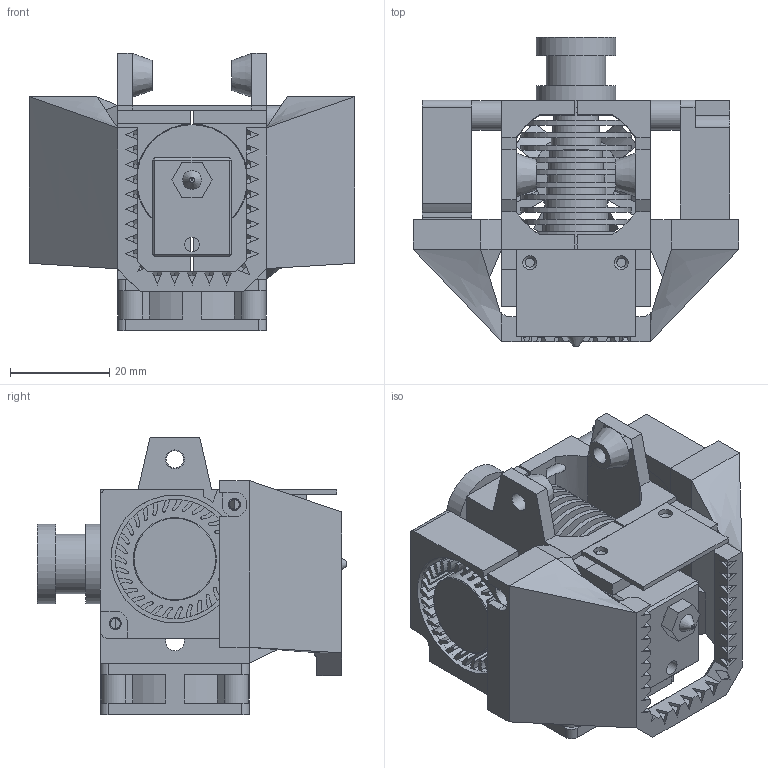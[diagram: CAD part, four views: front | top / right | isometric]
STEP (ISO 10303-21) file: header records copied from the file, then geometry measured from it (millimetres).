
FILE_DESCRIPTION(/* description */ (''),/* implementation_level */ '2;1');
FILE_NAME(/* name */ 'E3D mount V2.step',/* time_stamp */ '2020-09-21T08:20:21+02:00',/* author */ (''),/* organization */ (''),/* preprocessor_version */ 'ST-DEVELOPER v18.1',/* originating_system */ 'Autodesk Translation Framework v9.3.0.1241',/* authorisation */ '');
FILE_SCHEMA (('AUTOMOTIVE_DESIGN { 1 0 10303 214 3 1 1 }'));
Length unit declared in the file: millimetre
Products named in the file (6): E3D mount V2; E3d V6 Bowden 1.75; 30X30X10 DC fan ; Component1; 30mm Fan Mockup 3010 v5; Sensore IR
Assembly tree (6 placements, depth 3):
  E3D mount V2
    E3d V6 Bowden 1.75
    30X30X10 DC fan 
      Component1
    30mm Fan Mockup 3010 v5  x2
    Sensore IR
Bounding box: 65.58 x 62.3 x 55.83 mm (x, y, z)
Volume: 45382.4 mm3; surface area: 49606.3 mm2
Topology: 10 solids, 18 shells, 1037 faces, 2899 edges, 1908 vertices
Faces by surface type: plane 599, cylinder 341, bspline 88, cone 7, torus 2
Full cylindrical faces by diameter (mm): 0.4 x1, 1.55 x1, 2 x4, 2.4 x5, 2.8 x3, 3 x5, 3.4 x6, 3.5 x3, 3.8 x3, 5 x1, 6 x2, 8 x1, 9 x2, 9.5 x1, 10 x1, 10.5 x1, 11 x1, 11.5 x1, 12 x2, 12.5 x1, 13 x1, 13.5 x1, 14 x1, 15.8 x1, 16 x3, 16.7 x2, 16.9 x2, 22.3 x11, 24 x2, 25 x2
Entity records: 28528 total; most frequent: CARTESIAN_POINT 6647, ORIENTED_EDGE 4706, DIRECTION 4219, EDGE_CURVE 2353, LINE 1619, VECTOR 1619, VERTEX_POINT 1545, AXIS2_PLACEMENT_3D 1300
